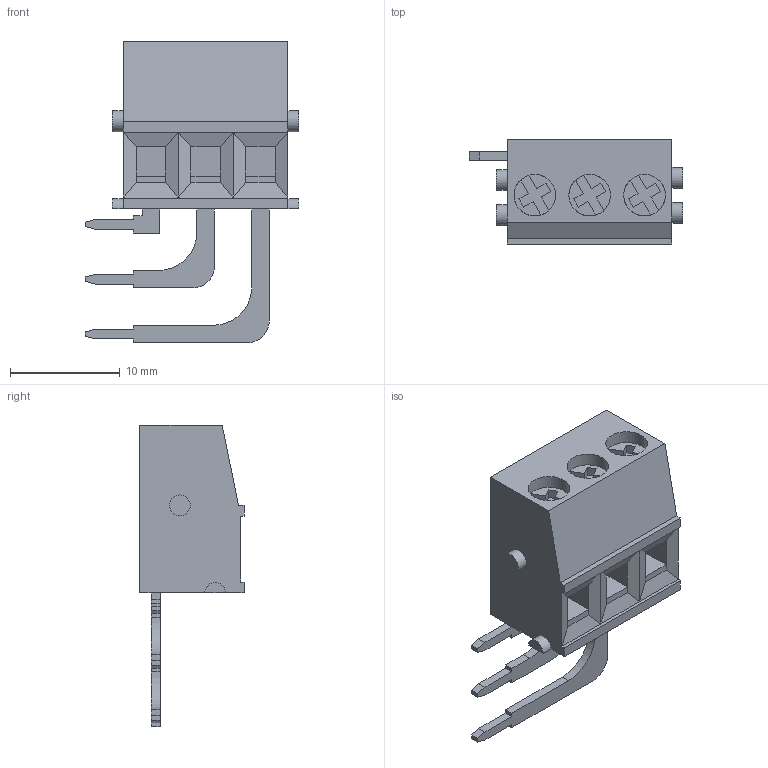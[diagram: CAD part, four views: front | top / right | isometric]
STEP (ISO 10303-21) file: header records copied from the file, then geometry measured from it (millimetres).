
FILE_DESCRIPTION( ( 'STEP AP214' ), '1' );
FILE_NAME( ' ', ' ', ( ' ' ), ( ' ' ), 'PSStep 11.0', 'VISI 17.0', ' ' );
FILE_SCHEMA( ( 'AUTOMOTIVE_DESIGN { 1 0 10303 214 1 1 1 1 }' ) );
Length unit declared in the file: millimetre
Products named in the file (1): 1
Bounding box: 19.5 x 9.5 x 27.5 mm (x, y, z)
Volume: 1883.9 mm3; surface area: 1529.4 mm2
Topology: 1 solids, 4 shells, 140 faces, 361 edges, 234 vertices
Faces by surface type: plane 126, cylinder 11, cone 3
Full cylindrical faces by diameter (mm): 1.9 x2, 3.8 x3
Entity records: 5192 total; most frequent: CARTESIAN_POINT 711, ORIENTED_EDGE 686, DIRECTION 659, EDGE_CURVE 343, LINE 309, VECTOR 309, VERTEX_POINT 227, AXIS2_PLACEMENT_3D 175
